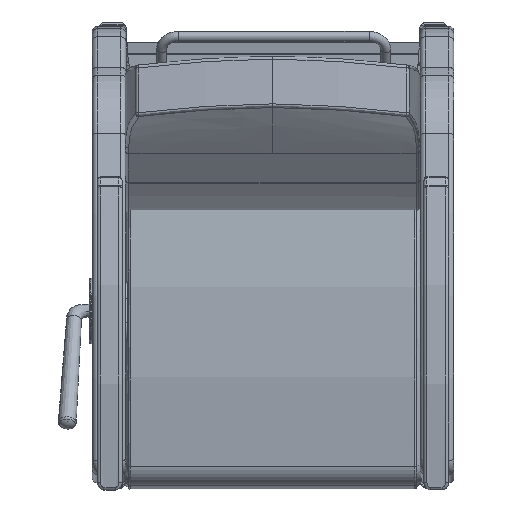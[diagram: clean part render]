
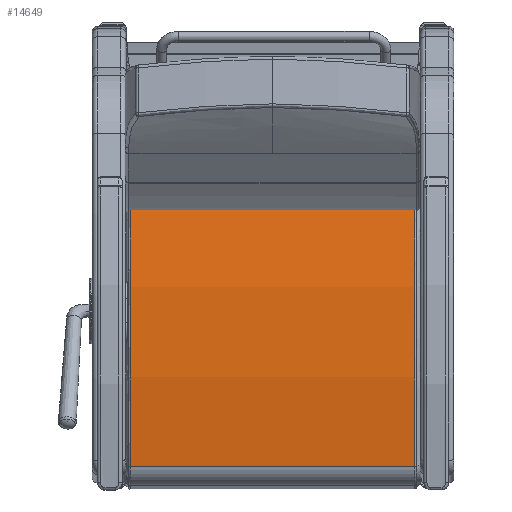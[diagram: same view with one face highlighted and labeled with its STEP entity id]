
A CAD part, front view. The second image highlights one B-rep face of the part: STEP entity #14649.
In plain terms, the highlighted free-form (B-spline) face has degree [3, 1] with [18, 2] control points.
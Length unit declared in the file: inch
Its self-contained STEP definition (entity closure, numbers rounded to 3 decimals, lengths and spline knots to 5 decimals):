
#973=ELLIPSE('',#16408,60.30357,60.25);
#975=ELLIPSE('',#16430,60.30357,60.25);
#2047=LINE('',#38247,#2925);
#2048=LINE('',#38286,#2926);
#2925=VECTOR('',#20126,0.3937);
#2926=VECTOR('',#20129,0.3937);
#3853=FACE_OUTER_BOUND('',#4850,.T.);
#4850=EDGE_LOOP('',(#12329,#12330,#12331,#12332));
#7199=VERTEX_POINT('',#37878);
#7200=VERTEX_POINT('',#37879);
#7219=VERTEX_POINT('',#38246);
#7220=VERTEX_POINT('',#38285);
#8972=EDGE_CURVE('',#7199,#7200,#973,.T.);
#9001=EDGE_CURVE('',#7219,#7200,#2047,.T.);
#9003=EDGE_CURVE('',#7220,#7199,#2048,.T.);
#9004=EDGE_CURVE('',#7219,#7220,#975,.T.);
#12329=ORIENTED_EDGE('',*,*,#8972,.F.);
#12330=ORIENTED_EDGE('',*,*,#9003,.F.);
#12331=ORIENTED_EDGE('',*,*,#9004,.F.);
#12332=ORIENTED_EDGE('',*,*,#9001,.T.);
#14060=B_SPLINE_SURFACE_WITH_KNOTS('',3,1,((#38249,#38250),(#38251,#38252),
(#38253,#38254),(#38255,#38256),(#38257,#38258),(#38259,#38260),(#38261,
#38262),(#38263,#38264),(#38265,#38266),(#38267,#38268),(#38269,#38270),
(#38271,#38272),(#38273,#38274),(#38275,#38276),(#38277,#38278),(#38279,
#38280),(#38281,#38282),(#38283,#38284)),.UNSPECIFIED.,.F.,.F.,.F.,(4,1,
1,1,1,1,1,1,1,1,1,1,1,1,1,4),(2,2),(-1.69612,-1.66826,
-1.6404,-1.62647,-1.59861,-1.58468,
-1.55682,-1.54289,-1.51503,-1.5011,-1.47324,
-1.45931,-1.43145,-1.41752,-1.38966,
-1.3618),(0.,81.915),.UNSPECIFIED.);
#14649=ADVANCED_FACE('',(#3853),#14060,.T.);
#16408=AXIS2_PLACEMENT_3D('',#37880,#20075,#20076);
#16430=AXIS2_PLACEMENT_3D('',#38287,#20130,#20131);
#20075=DIRECTION('center_axis',(0.,0.,
-1.));
#20076=DIRECTION('ref_axis',(1.,0.,0.));
#20126=DIRECTION('',(0.,0.,-1.));
#20129=DIRECTION('',(0.,0.,-1.));
#20130=DIRECTION('center_axis',(0.,0.,1.));
#20131=DIRECTION('ref_axis',(1.,0.,0.));
#37878=CARTESIAN_POINT('',(3.60935,-1.68389,0.624));
#37879=CARTESIAN_POINT('',(23.65848,-2.52291,0.624));
#37880=CARTESIAN_POINT('Origin',(11.14546,-61.46156,0.624));
#38246=CARTESIAN_POINT('',(23.65848,-2.52291,21.876));
#38247=CARTESIAN_POINT('',(23.65848,-2.52291,22.));
#38249=CARTESIAN_POINT('Ctrl Pts',(3.60935,-1.68389,22.));
#38250=CARTESIAN_POINT('Ctrl Pts',(3.60935,-1.68389,-10.25));
#38251=CARTESIAN_POINT('Ctrl Pts',(4.16497,-1.61396,22.));
#38252=CARTESIAN_POINT('Ctrl Pts',(4.16497,-1.61396,-10.25));
#38253=CARTESIAN_POINT('Ctrl Pts',(5.27817,-1.48959,22.));
#38254=CARTESIAN_POINT('Ctrl Pts',(5.27817,-1.48959,-10.25));
#38255=CARTESIAN_POINT('Ctrl Pts',(6.67346,-1.3729,22.));
#38256=CARTESIAN_POINT('Ctrl Pts',(6.67346,-1.3729,-10.25));
#38257=CARTESIAN_POINT('Ctrl Pts',(8.07078,-1.28537,22.));
#38258=CARTESIAN_POINT('Ctrl Pts',(8.07078,-1.28537,-10.25));
#38259=CARTESIAN_POINT('Ctrl Pts',(9.18994,-1.2387,22.));
#38260=CARTESIAN_POINT('Ctrl Pts',(9.18994,-1.2387,-10.25));
#38261=CARTESIAN_POINT('Ctrl Pts',(10.5897,-1.20957,22.));
#38262=CARTESIAN_POINT('Ctrl Pts',(10.5897,-1.20957,-10.25));
#38263=CARTESIAN_POINT('Ctrl Pts',(11.70984,-1.20965,22.));
#38264=CARTESIAN_POINT('Ctrl Pts',(11.70984,-1.20965,-10.25));
#38265=CARTESIAN_POINT('Ctrl Pts',(13.1096,-1.23898,22.));
#38266=CARTESIAN_POINT('Ctrl Pts',(13.1096,-1.23898,-10.25));
#38267=CARTESIAN_POINT('Ctrl Pts',(14.22875,-1.28581,22.));
#38268=CARTESIAN_POINT('Ctrl Pts',(14.22875,-1.28581,-10.25));
#38269=CARTESIAN_POINT('Ctrl Pts',(15.62606,-1.37354,22.));
#38270=CARTESIAN_POINT('Ctrl Pts',(15.62606,-1.37354,-10.25));
#38271=CARTESIAN_POINT('Ctrl Pts',(16.74228,-1.46705,22.));
#38272=CARTESIAN_POINT('Ctrl Pts',(16.74228,-1.46705,-10.25));
#38273=CARTESIAN_POINT('Ctrl Pts',(18.1347,-1.61302,22.));
#38274=CARTESIAN_POINT('Ctrl Pts',(18.1347,-1.61302,-10.25));
#38275=CARTESIAN_POINT('Ctrl Pts',(19.24603,-1.75304,22.));
#38276=CARTESIAN_POINT('Ctrl Pts',(19.24603,-1.75304,-10.25));
#38277=CARTESIAN_POINT('Ctrl Pts',(20.63114,-1.95701,22.));
#38278=CARTESIAN_POINT('Ctrl Pts',(20.63114,-1.95701,-10.25));
#38279=CARTESIAN_POINT('Ctrl Pts',(22.01177,-2.18986,22.));
#38280=CARTESIAN_POINT('Ctrl Pts',(22.01177,-2.18986,-10.25));
#38281=CARTESIAN_POINT('Ctrl Pts',(23.11066,-2.40681,22.));
#38282=CARTESIAN_POINT('Ctrl Pts',(23.11066,-2.40681,-10.25));
#38283=CARTESIAN_POINT('Ctrl Pts',(23.65848,-2.52291,22.));
#38284=CARTESIAN_POINT('Ctrl Pts',(23.65848,-2.52291,-10.25));
#38285=CARTESIAN_POINT('',(3.60935,-1.68389,21.876));
#38286=CARTESIAN_POINT('',(3.60935,-1.68389,22.));
#38287=CARTESIAN_POINT('Origin',(11.14546,-61.46156,21.876));
